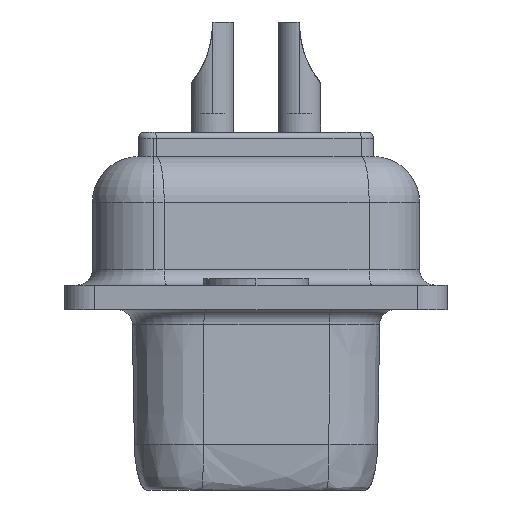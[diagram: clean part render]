
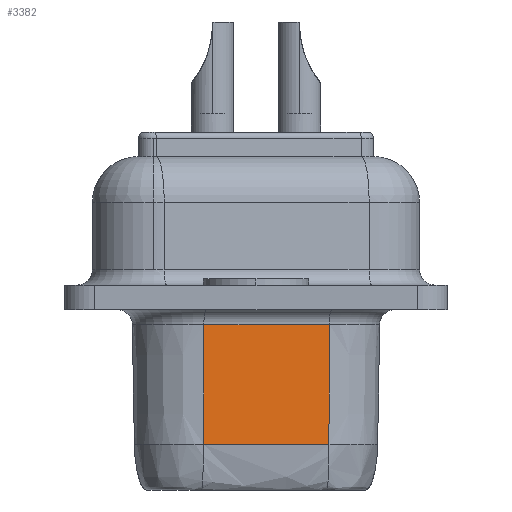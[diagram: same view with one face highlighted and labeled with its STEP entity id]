
A CAD part, left-side view. The second image highlights one B-rep face of the part: STEP entity #3382.
In plain terms, the highlighted planar face has unit normal (-0.985, -0.174, -0.018).
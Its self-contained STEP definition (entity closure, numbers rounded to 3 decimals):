
#130 = DIRECTION ( 'NONE',  ( -0.985, -0.174, -0.017 ) ) ;
#307 = DIRECTION ( 'NONE',  ( 0.174, -0.985, 0. ) ) ;
#964 = CARTESIAN_POINT ( 'NONE',  ( -26.694, -2.384, 1.493 ) ) ;
#2127 = CARTESIAN_POINT ( 'NONE',  ( -27.484, 1.704, 5.409 ) ) ;
#2988 = CARTESIAN_POINT ( 'NONE',  ( -27.391, 1.72, 0. ) ) ;
#3291 = VERTEX_POINT ( 'NONE', #15309 ) ;
#3382 = ADVANCED_FACE ( 'NONE', ( #14961 ), #6639, .T. ) ;
#4708 = VECTOR ( 'NONE', #13041, 1000. ) ;
#4790 = CARTESIAN_POINT ( 'NONE',  ( -26.935, -1.018, 1.493 ) ) ;
#5136 = ORIENTED_EDGE ( 'NONE', *, *, #13915, .F. ) ;
#5931 = B_SPLINE_CURVE_WITH_KNOTS ( 'NONE', 3,
 ( #12769, #6103, #4790, #964 ),
 .UNSPECIFIED., .F., .F.,
 ( 4, 4 ),
 ( 0., 1. ),
 .UNSPECIFIED. ) ;
#6033 = EDGE_CURVE ( 'NONE', #6840, #13611, #13092, .T. ) ;
#6103 = CARTESIAN_POINT ( 'NONE',  ( -27.176, 0.349, 1.493 ) ) ;
#6639 = PLANE ( 'NONE',  #11842 ) ;
#6707 = DIRECTION ( 'NONE',  ( 0.017, 0.003, -1. ) ) ;
#6785 = EDGE_CURVE ( 'NONE', #13611, #11871, #5931, .T. ) ;
#6840 = VERTEX_POINT ( 'NONE', #16666 ) ;
#7772 = ORIENTED_EDGE ( 'NONE', *, *, #6785, .T. ) ;
#10694 = EDGE_LOOP ( 'NONE', ( #14617, #7772, #5136, #16621 ) ) ;
#11842 = AXIS2_PLACEMENT_3D ( 'NONE', #2988, #130, #307 ) ;
#11871 = VERTEX_POINT ( 'NONE', #13526 ) ;
#12475 = EDGE_CURVE ( 'NONE', #3291, #6840, #16871, .T. ) ;
#12541 = VECTOR ( 'NONE', #6707, 1000. ) ;
#12769 = CARTESIAN_POINT ( 'NONE',  ( -27.417, 1.716, 1.493 ) ) ;
#12932 = DIRECTION ( 'NONE',  ( 0.017, 0.003, -1. ) ) ;
#13041 = DIRECTION ( 'NONE',  ( -0.174, 0.985, 0. ) ) ;
#13092 = LINE ( 'NONE', #14238, #14084 ) ;
#13352 = CARTESIAN_POINT ( 'NONE',  ( -26.668, -2.38, 0. ) ) ;
#13526 = CARTESIAN_POINT ( 'NONE',  ( -26.694, -2.384, 1.493 ) ) ;
#13611 = VERTEX_POINT ( 'NONE', #14880 ) ;
#13915 = EDGE_CURVE ( 'NONE', #3291, #11871, #14667, .T. ) ;
#14084 = VECTOR ( 'NONE', #12932, 1000. ) ;
#14238 = CARTESIAN_POINT ( 'NONE',  ( -27.391, 1.72, 0. ) ) ;
#14617 = ORIENTED_EDGE ( 'NONE', *, *, #6033, .T. ) ;
#14667 = LINE ( 'NONE', #13352, #12541 ) ;
#14880 = CARTESIAN_POINT ( 'NONE',  ( -27.417, 1.716, 1.493 ) ) ;
#14961 = FACE_OUTER_BOUND ( 'NONE', #10694, .T. ) ;
#15309 = CARTESIAN_POINT ( 'NONE',  ( -26.761, -2.396, 5.409 ) ) ;
#16621 = ORIENTED_EDGE ( 'NONE', *, *, #12475, .T. ) ;
#16666 = CARTESIAN_POINT ( 'NONE',  ( -27.484, 1.704, 5.409 ) ) ;
#16871 = LINE ( 'NONE', #2127, #4708 ) ;
